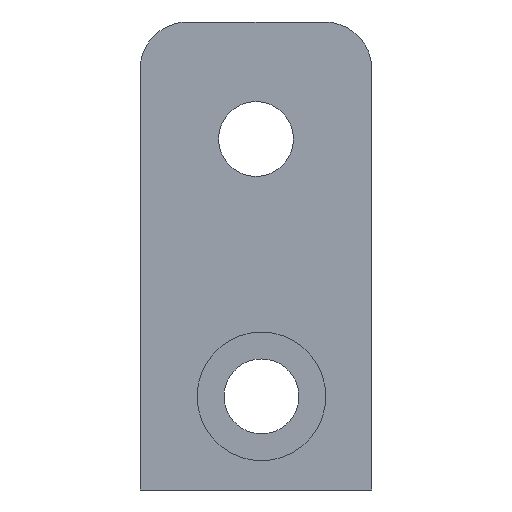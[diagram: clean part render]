
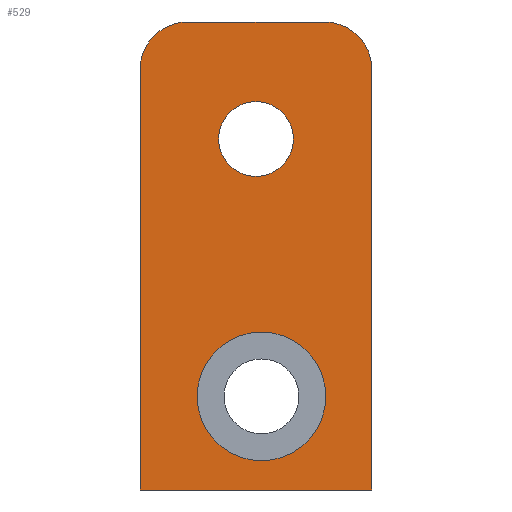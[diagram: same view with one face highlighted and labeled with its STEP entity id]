
A CAD part, left-side view. The second image highlights one B-rep face of the part: STEP entity #529.
In plain terms, the highlighted planar face has unit normal (-1, 0, 0).
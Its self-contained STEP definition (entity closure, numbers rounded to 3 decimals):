
#22=FACE_BOUND('',#91,.T.);
#23=FACE_BOUND('',#92,.T.);
#35=PLANE('',#597);
#58=FACE_OUTER_BOUND('',#90,.T.);
#90=EDGE_LOOP('',(#418,#419,#420,#421,#422,#423));
#91=EDGE_LOOP('',(#424));
#92=EDGE_LOOP('',(#425));
#117=ELLIPSE('',#576,2.028,2.);
#123=ELLIPSE('',#593,2.028,2.);
#130=CIRCLE('',#598,1.6);
#131=CIRCLE('',#599,2.75);
#152=LINE('',#831,#195);
#168=LINE('',#885,#211);
#170=LINE('',#889,#213);
#171=LINE('',#890,#214);
#195=VECTOR('',#666,10.);
#211=VECTOR('',#708,10.);
#213=VECTOR('',#712,10.);
#214=VECTOR('',#713,10.);
#236=VERTEX_POINT('',#808);
#237=VERTEX_POINT('',#810);
#245=VERTEX_POINT('',#830);
#256=VERTEX_POINT('',#862);
#260=VERTEX_POINT('',#884);
#261=VERTEX_POINT('',#888);
#262=VERTEX_POINT('',#891);
#263=VERTEX_POINT('',#893);
#287=EDGE_CURVE('',#236,#237,#117,.T.);
#297=EDGE_CURVE('',#237,#245,#152,.T.);
#313=EDGE_CURVE('',#245,#256,#123,.T.);
#320=EDGE_CURVE('',#256,#260,#168,.T.);
#322=EDGE_CURVE('',#236,#261,#170,.T.);
#323=EDGE_CURVE('',#260,#261,#171,.T.);
#324=EDGE_CURVE('',#262,#262,#130,.T.);
#325=EDGE_CURVE('',#263,#263,#131,.T.);
#418=ORIENTED_EDGE('',*,*,#287,.F.);
#419=ORIENTED_EDGE('',*,*,#322,.T.);
#420=ORIENTED_EDGE('',*,*,#323,.F.);
#421=ORIENTED_EDGE('',*,*,#320,.F.);
#422=ORIENTED_EDGE('',*,*,#313,.F.);
#423=ORIENTED_EDGE('',*,*,#297,.F.);
#424=ORIENTED_EDGE('',*,*,#324,.T.);
#425=ORIENTED_EDGE('',*,*,#325,.T.);
#529=ADVANCED_FACE('',(#58,#22,#23),#35,.T.);
#576=AXIS2_PLACEMENT_3D('',#811,#646,#647);
#593=AXIS2_PLACEMENT_3D('',#863,#696,#697);
#597=AXIS2_PLACEMENT_3D('',#887,#710,#711);
#598=AXIS2_PLACEMENT_3D('',#892,#714,#715);
#599=AXIS2_PLACEMENT_3D('',#894,#716,#717);
#646=DIRECTION('center_axis',(1.,0.,0.));
#647=DIRECTION('ref_axis',(0.,1.,0.));
#666=DIRECTION('',(0.,-1.,0.));
#696=DIRECTION('center_axis',(1.,0.,0.));
#697=DIRECTION('ref_axis',(0.,-1.,0.));
#708=DIRECTION('',(0.,0.,-1.));
#710=DIRECTION('center_axis',(-1.,0.,0.));
#711=DIRECTION('ref_axis',(0.,1.,0.));
#712=DIRECTION('',(0.,0.,-1.));
#713=DIRECTION('',(0.,1.,0.));
#714=DIRECTION('center_axis',(1.,0.,0.));
#715=DIRECTION('ref_axis',(0.,0.,-1.));
#716=DIRECTION('center_axis',(1.,0.,0.));
#717=DIRECTION('ref_axis',(0.,0.,1.));
#808=CARTESIAN_POINT('',(27.369,-10.05,-2.));
#810=CARTESIAN_POINT('',(27.369,-12.078,0.));
#811=CARTESIAN_POINT('Origin',(27.369,-12.078,-2.));
#830=CARTESIAN_POINT('',(27.369,-17.922,0.));
#831=CARTESIAN_POINT('',(27.369,-10.05,0.));
#862=CARTESIAN_POINT('',(27.369,-19.95,-2.));
#863=CARTESIAN_POINT('Origin',(27.369,-17.922,-2.));
#884=CARTESIAN_POINT('',(27.369,-19.95,-20.));
#885=CARTESIAN_POINT('',(27.369,-19.95,0.));
#887=CARTESIAN_POINT('Origin',(27.369,-19.95,0.));
#888=CARTESIAN_POINT('',(27.369,-10.05,-20.));
#889=CARTESIAN_POINT('',(27.369,-10.05,0.));
#890=CARTESIAN_POINT('',(27.369,-10.05,-20.));
#891=CARTESIAN_POINT('',(27.369,-15.,-3.4));
#892=CARTESIAN_POINT('Origin',(27.369,-15.,-5.));
#893=CARTESIAN_POINT('',(27.369,-15.234,-18.75));
#894=CARTESIAN_POINT('Origin',(27.369,-15.234,-16.));
